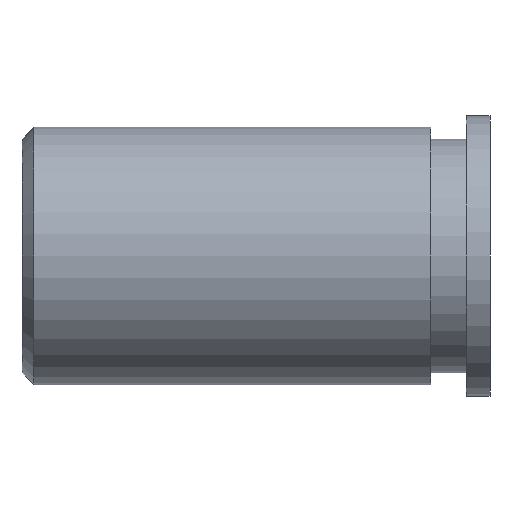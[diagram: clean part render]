
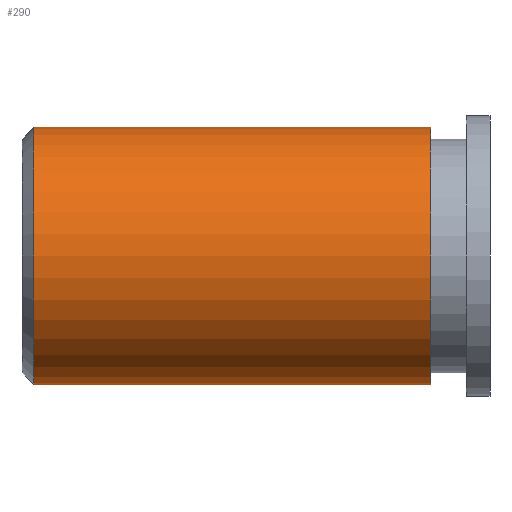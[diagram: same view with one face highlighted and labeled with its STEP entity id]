
A CAD part, left-side view. The second image highlights one B-rep face of the part: STEP entity #290.
In plain terms, the highlighted cylindrical face has radius 2.749 mm (diameter 5.499 mm), a partial arc.
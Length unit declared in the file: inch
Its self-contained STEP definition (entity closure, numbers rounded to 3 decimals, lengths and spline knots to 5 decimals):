
#4 = CARTESIAN_POINT ( 'NONE',  ( 0.29399, 0.21003, -0.27234 ) ) ;
#26 = CARTESIAN_POINT ( 'NONE',  ( 0.29399, 0.20003, -0.05584 ) ) ;
#77 = CARTESIAN_POINT ( 'NONE',  ( 0.29399, -0.13367, -0.05584 ) ) ;
#101 = CIRCLE ( 'NONE', #609, 0.10825 ) ;
#131 = DIRECTION ( 'NONE',  ( 0., 1., 0. ) ) ;
#181 = ORIENTED_EDGE ( 'NONE', *, *, #693, .T. ) ;
#183 = EDGE_LOOP ( 'NONE', ( #285, #483, #181, #262 ) ) ;
#209 = VECTOR ( 'NONE', #851, 39.37008 ) ;
#231 = CIRCLE ( 'NONE', #856, 0.10825 ) ;
#255 = CARTESIAN_POINT ( 'NONE',  ( 0.29399, 0.21003, -0.16409 ) ) ;
#262 = ORIENTED_EDGE ( 'NONE', *, *, #746, .F. ) ;
#270 = EDGE_CURVE ( 'NONE', #308, #647, #101, .T. ) ;
#274 = DIRECTION ( 'NONE',  ( 0., 0., 1. ) ) ;
#279 = CARTESIAN_POINT ( 'NONE',  ( 0.29399, -0.13367, -0.16409 ) ) ;
#280 = DIRECTION ( 'NONE',  ( 0., 1., 0. ) ) ;
#285 = ORIENTED_EDGE ( 'NONE', *, *, #484, .F. ) ;
#290 = ADVANCED_FACE ( 'NONE', ( #737 ), #704, .T. ) ;
#308 = VERTEX_POINT ( 'NONE', #343 ) ;
#329 = VERTEX_POINT ( 'NONE', #26 ) ;
#343 = CARTESIAN_POINT ( 'NONE',  ( 0.29399, -0.13367, -0.27234 ) ) ;
#377 = CARTESIAN_POINT ( 'NONE',  ( 0.29399, 0.20003, -0.27234 ) ) ;
#408 = DIRECTION ( 'NONE',  ( 0., 1., 0. ) ) ;
#445 = CARTESIAN_POINT ( 'NONE',  ( 0.29399, 0.20003, -0.16409 ) ) ;
#483 = ORIENTED_EDGE ( 'NONE', *, *, #270, .T. ) ;
#484 = EDGE_CURVE ( 'NONE', #308, #600, #810, .T. ) ;
#536 = AXIS2_PLACEMENT_3D ( 'NONE', #255, #131, #796 ) ;
#595 = LINE ( 'NONE', #605, #760 ) ;
#600 = VERTEX_POINT ( 'NONE', #377 ) ;
#605 = CARTESIAN_POINT ( 'NONE',  ( 0.29399, 0.21003, -0.05584 ) ) ;
#609 = AXIS2_PLACEMENT_3D ( 'NONE', #279, #408, #274 ) ;
#638 = DIRECTION ( 'NONE',  ( 0., 0., 1. ) ) ;
#647 = VERTEX_POINT ( 'NONE', #77 ) ;
#649 = DIRECTION ( 'NONE',  ( 0., 1., 0. ) ) ;
#693 = EDGE_CURVE ( 'NONE', #647, #329, #595, .T. ) ;
#704 = CYLINDRICAL_SURFACE ( 'NONE', #536, 0.10825 ) ;
#737 = FACE_OUTER_BOUND ( 'NONE', #183, .T. ) ;
#746 = EDGE_CURVE ( 'NONE', #600, #329, #231, .T. ) ;
#760 = VECTOR ( 'NONE', #649, 39.37008 ) ;
#796 = DIRECTION ( 'NONE',  ( 0., 0., 1. ) ) ;
#810 = LINE ( 'NONE', #4, #209 ) ;
#851 = DIRECTION ( 'NONE',  ( 0., 1., 0. ) ) ;
#856 = AXIS2_PLACEMENT_3D ( 'NONE', #445, #280, #638 ) ;
